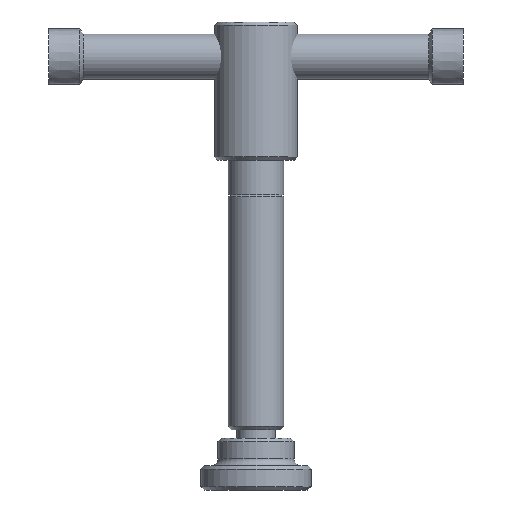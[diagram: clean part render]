
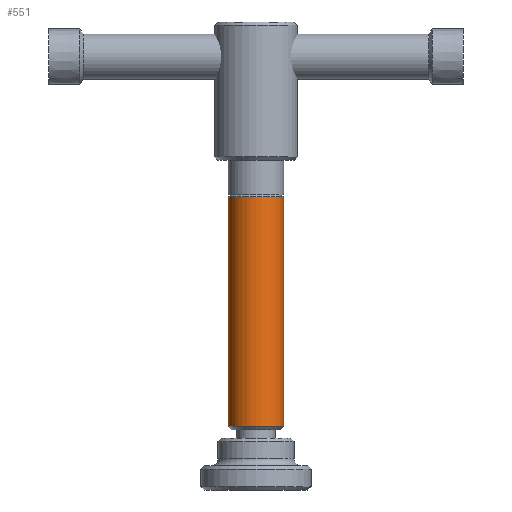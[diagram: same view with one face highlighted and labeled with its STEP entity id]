
A CAD part, front view. The second image highlights one B-rep face of the part: STEP entity #551.
In plain terms, the highlighted cylindrical face has radius 8 mm (diameter 16 mm), a partial arc.
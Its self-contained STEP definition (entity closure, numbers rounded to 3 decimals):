
#397=VERTEX_POINT('',#1021);
#551=ADVANCED_FACE('',(#1199),#1200,.T.);
#615=EDGE_CURVE('',#881,#397,#1272,.T.);
#687=VERTEX_POINT('',#1350);
#735=VERTEX_POINT('',#1406);
#745=EDGE_CURVE('',#687,#735,#1416,.T.);
#881=VERTEX_POINT('',#1568);
#885=EDGE_CURVE('',#687,#397,#1572,.T.);
#907=EDGE_CURVE('',#735,#881,#1597,.T.);
#1021=CARTESIAN_POINT('',(8.,0.0,84.775));
#1199=FACE_OUTER_BOUND('',#1951,.T.);
#1200=CYLINDRICAL_SURFACE('',#1952,8.);
#1272=LINE('',#2048,#2049);
#1350=CARTESIAN_POINT('',(-8.,0.,84.775));
#1406=CARTESIAN_POINT('',(-8.,0.,18.4));
#1416=LINE('',#2227,#2228);
#1568=CARTESIAN_POINT('',(8.,0.0,18.4));
#1572=CIRCLE('',#2438,8.);
#1597=CIRCLE('',#2468,8.);
#1951=EDGE_LOOP('',(#2842,#2843,#2844,#2845));
#1952=AXIS2_PLACEMENT_3D('',#2846,#2847,#2848);
#2048=CARTESIAN_POINT('',(8.,0.,51.587));
#2049=VECTOR('',#2948,1.0);
#2227=CARTESIAN_POINT('',(-8.,0.,51.587));
#2228=VECTOR('',#3123,1.0);
#2438=AXIS2_PLACEMENT_3D('',#3327,#3328,#3329);
#2468=AXIS2_PLACEMENT_3D('',#3360,#3361,#3362);
#2842=ORIENTED_EDGE('',*,*,#615,.T.);
#2843=ORIENTED_EDGE('',*,*,#885,.F.);
#2844=ORIENTED_EDGE('',*,*,#745,.T.);
#2845=ORIENTED_EDGE('',*,*,#907,.T.);
#2846=CARTESIAN_POINT('',(0.0,0.0,51.587));
#2847=DIRECTION('',(-0.0,-0.0,-1.0));
#2848=DIRECTION('',(1.0,0.0,0.0));
#2948=DIRECTION('',(0.0,0.0,1.0));
#3123=DIRECTION('',(-0.0,-0.0,-1.0));
#3327=CARTESIAN_POINT('',(0.0,0.0,84.775));
#3328=DIRECTION('',(0.0,0.0,1.0));
#3329=DIRECTION('',(1.0,0.0,0.0));
#3360=CARTESIAN_POINT('',(0.0,0.0,18.4));
#3361=DIRECTION('',(0.0,0.0,1.0));
#3362=DIRECTION('',(1.0,0.0,0.0));
